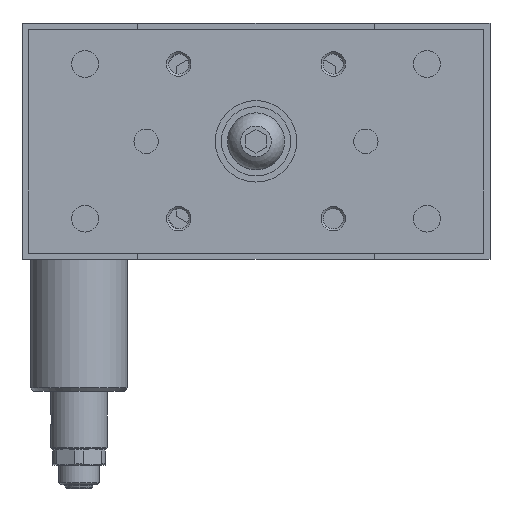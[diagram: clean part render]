
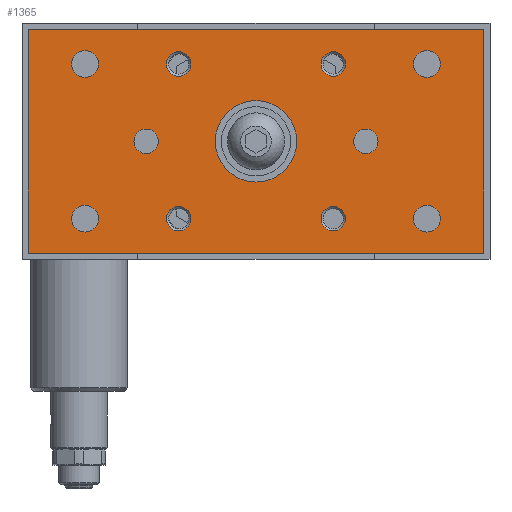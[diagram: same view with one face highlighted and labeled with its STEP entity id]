
A CAD part, left-side view. The second image highlights one B-rep face of the part: STEP entity #1365.
In plain terms, the highlighted planar face has unit normal (-1, 0, 0).
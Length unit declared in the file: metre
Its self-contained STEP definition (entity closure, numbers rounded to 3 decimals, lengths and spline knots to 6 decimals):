
#1365 = ADVANCED_FACE( '', ( #3021, #3022, #3023, #3024, #3025, #3026, #3027, #3028, #3029, #3030, #3031, #3032 ), #3033, .F. );
#3021 = FACE_BOUND( '', #4698, .T. );
#3022 = FACE_BOUND( '', #4699, .T. );
#3023 = FACE_BOUND( '', #4700, .T. );
#3024 = FACE_BOUND( '', #4701, .T. );
#3025 = FACE_BOUND( '', #4702, .T. );
#3026 = FACE_BOUND( '', #4703, .T. );
#3027 = FACE_BOUND( '', #4704, .T. );
#3028 = FACE_BOUND( '', #4705, .T. );
#3029 = FACE_BOUND( '', #4706, .T. );
#3030 = FACE_BOUND( '', #4707, .T. );
#3031 = FACE_BOUND( '', #4708, .T. );
#3032 = FACE_OUTER_BOUND( '', #4709, .T. );
#3033 = PLANE( '', #4710 );
#4698 = EDGE_LOOP( '', ( #8007 ) );
#4699 = EDGE_LOOP( '', ( #8008 ) );
#4700 = EDGE_LOOP( '', ( #8009 ) );
#4701 = EDGE_LOOP( '', ( #8010 ) );
#4702 = EDGE_LOOP( '', ( #8011 ) );
#4703 = EDGE_LOOP( '', ( #8012 ) );
#4704 = EDGE_LOOP( '', ( #8013 ) );
#4705 = EDGE_LOOP( '', ( #8014 ) );
#4706 = EDGE_LOOP( '', ( #8015 ) );
#4707 = EDGE_LOOP( '', ( #8016 ) );
#4708 = EDGE_LOOP( '', ( #8017 ) );
#4709 = EDGE_LOOP( '', ( #8018, #8019, #8020, #8021 ) );
#4710 = AXIS2_PLACEMENT_3D( '', #8022, #8023, #8024 );
#8007 = ORIENTED_EDGE( '', *, *, #8338, .T. );
#8008 = ORIENTED_EDGE( '', *, *, #8913, .T. );
#8009 = ORIENTED_EDGE( '', *, *, #9047, .F. );
#8010 = ORIENTED_EDGE( '', *, *, #8379, .F. );
#8011 = ORIENTED_EDGE( '', *, *, #9118, .T. );
#8012 = ORIENTED_EDGE( '', *, *, #9272, .F. );
#8013 = ORIENTED_EDGE( '', *, *, #9241, .T. );
#8014 = ORIENTED_EDGE( '', *, *, #9076, .T. );
#8015 = ORIENTED_EDGE( '', *, *, #8923, .F. );
#8016 = ORIENTED_EDGE( '', *, *, #8359, .F. );
#8017 = ORIENTED_EDGE( '', *, *, #9011, .T. );
#8018 = ORIENTED_EDGE( '', *, *, #8902, .T. );
#8019 = ORIENTED_EDGE( '', *, *, #9264, .T. );
#8020 = ORIENTED_EDGE( '', *, *, #8609, .T. );
#8021 = ORIENTED_EDGE( '', *, *, #8518, .T. );
#8022 = CARTESIAN_POINT( '', ( -0.022, -0.056, -0.0565 ) );
#8023 = DIRECTION( '', ( 1., 0., 0. ) );
#8024 = DIRECTION( '', ( 0., 1., 0. ) );
#8338 = EDGE_CURVE( '', #9750, #9750, #9751, .T. );
#8359 = EDGE_CURVE( '', #9787, #9787, #9788, .T. );
#8379 = EDGE_CURVE( '', #9819, #9819, #9820, .T. );
#8518 = EDGE_CURVE( '', #10033, #10031, #10034, .T. );
#8609 = EDGE_CURVE( '', #10173, #10033, #10174, .T. );
#8902 = EDGE_CURVE( '', #10031, #10597, #10599, .T. );
#8913 = EDGE_CURVE( '', #10613, #10613, #10614, .T. );
#8923 = EDGE_CURVE( '', #10628, #10628, #10629, .T. );
#9011 = EDGE_CURVE( '', #10745, #10745, #10746, .T. );
#9047 = EDGE_CURVE( '', #10791, #10791, #10792, .T. );
#9076 = EDGE_CURVE( '', #10831, #10831, #10832, .T. );
#9118 = EDGE_CURVE( '', #10888, #10888, #10889, .T. );
#9241 = EDGE_CURVE( '', #11025, #11025, #11026, .T. );
#9264 = EDGE_CURVE( '', #10597, #10173, #11049, .T. );
#9272 = EDGE_CURVE( '', #11057, #11057, #11058, .T. );
#9750 = VERTEX_POINT( '', #11930 );
#9751 = CIRCLE( '', #11931, 0.01 );
#9787 = VERTEX_POINT( '', #11986 );
#9788 = CIRCLE( '', #11987, 0.0033 );
#9819 = VERTEX_POINT( '', #12117 );
#9820 = CIRCLE( '', #12118, 0.003 );
#10031 = VERTEX_POINT( '', #12452 );
#10033 = VERTEX_POINT( '', #12455 );
#10034 = LINE( '', #12456, #12457 );
#10173 = VERTEX_POINT( '', #12764 );
#10174 = LINE( '', #12765, #12766 );
#10597 = VERTEX_POINT( '', #13560 );
#10599 = LINE( '', #13563, #13564 );
#10613 = VERTEX_POINT( '', #13581 );
#10614 = CIRCLE( '', #13582, 0.003 );
#10628 = VERTEX_POINT( '', #13604 );
#10629 = CIRCLE( '', #13605, 0.0033 );
#10745 = VERTEX_POINT( '', #13748 );
#10746 = CIRCLE( '', #13749, 0.0033 );
#10791 = VERTEX_POINT( '', #13869 );
#10792 = CIRCLE( '', #13870, 0.003 );
#10831 = VERTEX_POINT( '', #13916 );
#10832 = CIRCLE( '', #13917, 0.0033 );
#10888 = VERTEX_POINT( '', #14001 );
#10889 = CIRCLE( '', #14002, 0.003 );
#11025 = VERTEX_POINT( '', #14172 );
#11026 = CIRCLE( '', #14173, 0.003 );
#11049 = LINE( '', #14199, #14200 );
#11057 = VERTEX_POINT( '', #14209 );
#11058 = CIRCLE( '', #14210, 0.003 );
#11930 = CARTESIAN_POINT( '', ( -0.022, 0., -0.039 ) );
#11931 = AXIS2_PLACEMENT_3D( '', #14607, #14608, #14609 );
#11986 = CARTESIAN_POINT( '', ( -0.022, -0.042, -0.0067 ) );
#11987 = AXIS2_PLACEMENT_3D( '', #14639, #14640, #14641 );
#12117 = CARTESIAN_POINT( '', ( -0.022, -0.019, -0.013 ) );
#12118 = AXIS2_PLACEMENT_3D( '', #14663, #14664, #14665 );
#12452 = CARTESIAN_POINT( '', ( -0.022, -0.056, -0.0565 ) );
#12455 = CARTESIAN_POINT( '', ( -0.022, 0.056, -0.0565 ) );
#12456 = CARTESIAN_POINT( '', ( -0.022, 0.056, -0.0565 ) );
#12457 = VECTOR( '', #14836, 1. );
#12764 = CARTESIAN_POINT( '', ( -0.022, 0.056, -0.0015 ) );
#12765 = CARTESIAN_POINT( '', ( -0.022, 0.056, -0.0015 ) );
#12766 = VECTOR( '', #14970, 1. );
#13560 = CARTESIAN_POINT( '', ( -0.022, -0.056, -0.0015 ) );
#13563 = CARTESIAN_POINT( '', ( -0.022, -0.056, -0.0565 ) );
#13564 = VECTOR( '', #15290, 1. );
#13581 = CARTESIAN_POINT( '', ( -0.022, -0.019, -0.045 ) );
#13582 = AXIS2_PLACEMENT_3D( '', #15300, #15301, #15302 );
#13604 = CARTESIAN_POINT( '', ( -0.022, 0.042, -0.0513 ) );
#13605 = AXIS2_PLACEMENT_3D( '', #15312, #15313, #15314 );
#13748 = CARTESIAN_POINT( '', ( -0.022, 0.042, -0.0067 ) );
#13749 = AXIS2_PLACEMENT_3D( '', #15402, #15403, #15404 );
#13869 = CARTESIAN_POINT( '', ( -0.022, 0.019, -0.045 ) );
#13870 = AXIS2_PLACEMENT_3D( '', #15436, #15437, #15438 );
#13916 = CARTESIAN_POINT( '', ( -0.022, -0.042, -0.0513 ) );
#13917 = AXIS2_PLACEMENT_3D( '', #15473, #15474, #15475 );
#14001 = CARTESIAN_POINT( '', ( -0.022, 0.019, -0.013 ) );
#14002 = AXIS2_PLACEMENT_3D( '', #15514, #15515, #15516 );
#14172 = CARTESIAN_POINT( '', ( -0.022, 0.027, -0.032 ) );
#14173 = AXIS2_PLACEMENT_3D( '', #15595, #15596, #15597 );
#14199 = CARTESIAN_POINT( '', ( -0.022, -0.056, -0.0015 ) );
#14200 = VECTOR( '', #15604, 1. );
#14209 = CARTESIAN_POINT( '', ( -0.022, -0.027, -0.032 ) );
#14210 = AXIS2_PLACEMENT_3D( '', #15606, #15607, #15608 );
#14607 = CARTESIAN_POINT( '', ( -0.022, 0., -0.029 ) );
#14608 = DIRECTION( '', ( 1., 0., 0. ) );
#14609 = DIRECTION( '', ( 0., 0., -1. ) );
#14639 = CARTESIAN_POINT( '', ( -0.022, -0.042, -0.01 ) );
#14640 = DIRECTION( '', ( -1., 0., 0. ) );
#14641 = DIRECTION( '', ( 0., 0., 1. ) );
#14663 = CARTESIAN_POINT( '', ( -0.022, -0.019, -0.01 ) );
#14664 = DIRECTION( '', ( -1., 0., 0. ) );
#14665 = DIRECTION( '', ( 0., 0., -1. ) );
#14836 = DIRECTION( '', ( 0., -1., 0. ) );
#14970 = DIRECTION( '', ( 0., 0., -1. ) );
#15290 = DIRECTION( '', ( 0., 0., 1. ) );
#15300 = CARTESIAN_POINT( '', ( -0.022, -0.019, -0.048 ) );
#15301 = DIRECTION( '', ( 1., 0., 0. ) );
#15302 = DIRECTION( '', ( 0., 0., 1. ) );
#15312 = CARTESIAN_POINT( '', ( -0.022, 0.042, -0.048 ) );
#15313 = DIRECTION( '', ( -1., 0., 0. ) );
#15314 = DIRECTION( '', ( 0., 0., -1. ) );
#15402 = CARTESIAN_POINT( '', ( -0.022, 0.042, -0.01 ) );
#15403 = DIRECTION( '', ( 1., 0., 0. ) );
#15404 = DIRECTION( '', ( 0., 0., 1. ) );
#15436 = CARTESIAN_POINT( '', ( -0.022, 0.019, -0.048 ) );
#15437 = DIRECTION( '', ( -1., 0., 0. ) );
#15438 = DIRECTION( '', ( 0., 0., 1. ) );
#15473 = CARTESIAN_POINT( '', ( -0.022, -0.042, -0.048 ) );
#15474 = DIRECTION( '', ( 1., 0., 0. ) );
#15475 = DIRECTION( '', ( 0., 0., -1. ) );
#15514 = CARTESIAN_POINT( '', ( -0.022, 0.019, -0.01 ) );
#15515 = DIRECTION( '', ( 1., 0., 0. ) );
#15516 = DIRECTION( '', ( 0., 0., -1. ) );
#15595 = CARTESIAN_POINT( '', ( -0.022, 0.027, -0.029 ) );
#15596 = DIRECTION( '', ( 1., 0., 0. ) );
#15597 = DIRECTION( '', ( 0., 0., -1. ) );
#15604 = DIRECTION( '', ( 0., 1., 0. ) );
#15606 = CARTESIAN_POINT( '', ( -0.022, -0.027, -0.029 ) );
#15607 = DIRECTION( '', ( -1., 0., 0. ) );
#15608 = DIRECTION( '', ( 0., 0., -1. ) );
